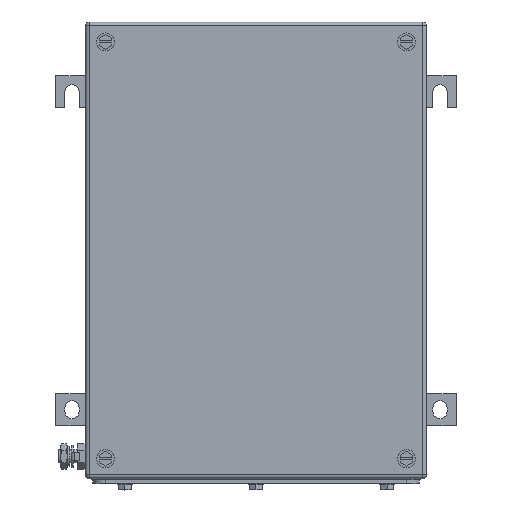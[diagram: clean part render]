
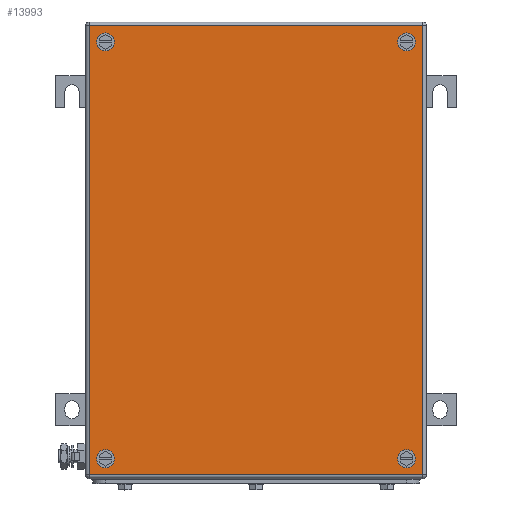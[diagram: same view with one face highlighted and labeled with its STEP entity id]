
A CAD part, top view. The second image highlights one B-rep face of the part: STEP entity #13993.
In plain terms, the highlighted planar face has unit normal (0, 0, 1).
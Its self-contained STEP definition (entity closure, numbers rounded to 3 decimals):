
#13867=AXIS2_PLACEMENT_3D('Circle Axis2P3D',#13865,#13866,$) ;
#13894=AXIS2_PLACEMENT_3D('Plane Axis2P3D',#13891,#13892,#13893) ;
#13932=AXIS2_PLACEMENT_3D('Circle Axis2P3D',#13930,#13931,$) ;
#13941=AXIS2_PLACEMENT_3D('Circle Axis2P3D',#13939,#13940,$) ;
#13950=AXIS2_PLACEMENT_3D('Circle Axis2P3D',#13948,#13949,$) ;
#13959=AXIS2_PLACEMENT_3D('Circle Axis2P3D',#13957,#13958,$) ;
#13968=AXIS2_PLACEMENT_3D('Circle Axis2P3D',#13966,#13967,$) ;
#13977=AXIS2_PLACEMENT_3D('Circle Axis2P3D',#13975,#13976,$) ;
#13986=AXIS2_PLACEMENT_3D('Circle Axis2P3D',#13984,#13985,$) ;
#13862=CARTESIAN_POINT('Vertex',(41.5,348.5,153.5)) ;
#13865=CARTESIAN_POINT('Axis2P3D Location',(38.,348.5,153.5)) ;
#13869=CARTESIAN_POINT('Vertex',(34.5,348.5,153.5)) ;
#13891=CARTESIAN_POINT('Axis2P3D Location',(155.5,186.,153.5)) ;
#13896=CARTESIAN_POINT('Line Origine',(155.5,360.5,153.5)) ;
#13900=CARTESIAN_POINT('Vertex',(285.,360.5,153.5)) ;
#13902=CARTESIAN_POINT('Vertex',(26.,360.5,153.5)) ;
#13905=CARTESIAN_POINT('Line Origine',(26.,186.,153.5)) ;
#13909=CARTESIAN_POINT('Vertex',(26.,11.5,153.5)) ;
#13912=CARTESIAN_POINT('Line Origine',(155.5,11.5,153.5)) ;
#13916=CARTESIAN_POINT('Vertex',(285.,11.5,153.5)) ;
#13919=CARTESIAN_POINT('Line Origine',(285.,186.,153.5)) ;
#13930=CARTESIAN_POINT('Axis2P3D Location',(38.,348.5,153.5)) ;
#13939=CARTESIAN_POINT('Axis2P3D Location',(38.,23.5,153.5)) ;
#13943=CARTESIAN_POINT('Vertex',(34.5,23.5,153.5)) ;
#13945=CARTESIAN_POINT('Vertex',(41.5,23.5,153.5)) ;
#13948=CARTESIAN_POINT('Axis2P3D Location',(38.,23.5,153.5)) ;
#13957=CARTESIAN_POINT('Axis2P3D Location',(273.,23.5,153.5)) ;
#13961=CARTESIAN_POINT('Vertex',(276.5,23.5,153.5)) ;
#13963=CARTESIAN_POINT('Vertex',(269.5,23.5,153.5)) ;
#13966=CARTESIAN_POINT('Axis2P3D Location',(273.,23.5,153.5)) ;
#13975=CARTESIAN_POINT('Axis2P3D Location',(273.,348.5,153.5)) ;
#13979=CARTESIAN_POINT('Vertex',(276.5,348.5,153.5)) ;
#13981=CARTESIAN_POINT('Vertex',(269.5,348.5,153.5)) ;
#13984=CARTESIAN_POINT('Axis2P3D Location',(273.,348.5,153.5)) ;
#13866=DIRECTION('Axis2P3D Direction',(0.,0.,1.)) ;
#13892=DIRECTION('Axis2P3D Direction',(0.,0.,1.)) ;
#13893=DIRECTION('Axis2P3D XDirection',(1.,0.,0.)) ;
#13897=DIRECTION('Vector Direction',(1.,0.,0.)) ;
#13906=DIRECTION('Vector Direction',(0.,-1.,0.)) ;
#13913=DIRECTION('Vector Direction',(1.,0.,0.)) ;
#13920=DIRECTION('Vector Direction',(0.,1.,0.)) ;
#13931=DIRECTION('Axis2P3D Direction',(0.,0.,1.)) ;
#13940=DIRECTION('Axis2P3D Direction',(0.,0.,1.)) ;
#13949=DIRECTION('Axis2P3D Direction',(0.,0.,1.)) ;
#13958=DIRECTION('Axis2P3D Direction',(0.,0.,1.)) ;
#13967=DIRECTION('Axis2P3D Direction',(0.,0.,1.)) ;
#13976=DIRECTION('Axis2P3D Direction',(0.,0.,1.)) ;
#13985=DIRECTION('Axis2P3D Direction',(0.,0.,1.)) ;
#13898=VECTOR('Line Direction',#13897,1.) ;
#13907=VECTOR('Line Direction',#13906,1.) ;
#13914=VECTOR('Line Direction',#13913,1.) ;
#13921=VECTOR('Line Direction',#13920,1.) ;
#13925=ORIENTED_EDGE('',*,*,#13904,.T.) ;
#13926=ORIENTED_EDGE('',*,*,#13911,.T.) ;
#13927=ORIENTED_EDGE('',*,*,#13918,.T.) ;
#13928=ORIENTED_EDGE('',*,*,#13923,.T.) ;
#13936=ORIENTED_EDGE('',*,*,#13934,.F.) ;
#13937=ORIENTED_EDGE('',*,*,#13871,.F.) ;
#13954=ORIENTED_EDGE('',*,*,#13947,.F.) ;
#13955=ORIENTED_EDGE('',*,*,#13952,.F.) ;
#13972=ORIENTED_EDGE('',*,*,#13965,.F.) ;
#13973=ORIENTED_EDGE('',*,*,#13970,.F.) ;
#13990=ORIENTED_EDGE('',*,*,#13983,.F.) ;
#13991=ORIENTED_EDGE('',*,*,#13988,.F.) ;
#13938=FACE_BOUND('',#13935,.T.) ;
#13956=FACE_BOUND('',#13953,.T.) ;
#13974=FACE_BOUND('',#13971,.T.) ;
#13992=FACE_BOUND('',#13989,.T.) ;
#13993=ADVANCED_FACE('ZUB_KTB_FS_352615_1GP_AllCATPart.1\\ZUB_DE_KTB_FS_350x260.1\\DE_KTB_MH_PART_MASTER.1\\Koerper.2',(#13929,#13938,#13956,#13974,#13992),#13895,.T.) ;
#13868=CIRCLE('generated circle',#13867,3.5) ;
#13933=CIRCLE('generated circle',#13932,3.5) ;
#13942=CIRCLE('generated circle',#13941,3.5) ;
#13951=CIRCLE('generated circle',#13950,3.5) ;
#13960=CIRCLE('generated circle',#13959,3.5) ;
#13969=CIRCLE('generated circle',#13968,3.5) ;
#13978=CIRCLE('generated circle',#13977,3.5) ;
#13987=CIRCLE('generated circle',#13986,3.5) ;
#13871=EDGE_CURVE('',#13863,#13870,#13868,.T.) ;
#13904=EDGE_CURVE('',#13901,#13903,#13899,.F.) ;
#13911=EDGE_CURVE('',#13903,#13910,#13908,.T.) ;
#13918=EDGE_CURVE('',#13910,#13917,#13915,.T.) ;
#13923=EDGE_CURVE('',#13917,#13901,#13922,.T.) ;
#13934=EDGE_CURVE('',#13870,#13863,#13933,.T.) ;
#13947=EDGE_CURVE('',#13944,#13946,#13942,.T.) ;
#13952=EDGE_CURVE('',#13946,#13944,#13951,.T.) ;
#13965=EDGE_CURVE('',#13962,#13964,#13960,.T.) ;
#13970=EDGE_CURVE('',#13964,#13962,#13969,.T.) ;
#13983=EDGE_CURVE('',#13980,#13982,#13978,.T.) ;
#13988=EDGE_CURVE('',#13982,#13980,#13987,.T.) ;
#13924=EDGE_LOOP('',(#13925,#13926,#13927,#13928)) ;
#13935=EDGE_LOOP('',(#13936,#13937)) ;
#13953=EDGE_LOOP('',(#13954,#13955)) ;
#13971=EDGE_LOOP('',(#13972,#13973)) ;
#13989=EDGE_LOOP('',(#13990,#13991)) ;
#13929=FACE_OUTER_BOUND('',#13924,.T.) ;
#13899=LINE('Line',#13896,#13898) ;
#13908=LINE('Line',#13905,#13907) ;
#13915=LINE('Line',#13912,#13914) ;
#13922=LINE('Line',#13919,#13921) ;
#13895=PLANE('',#13894) ;
#13863=VERTEX_POINT('',#13862) ;
#13870=VERTEX_POINT('',#13869) ;
#13901=VERTEX_POINT('',#13900) ;
#13903=VERTEX_POINT('',#13902) ;
#13910=VERTEX_POINT('',#13909) ;
#13917=VERTEX_POINT('',#13916) ;
#13944=VERTEX_POINT('',#13943) ;
#13946=VERTEX_POINT('',#13945) ;
#13962=VERTEX_POINT('',#13961) ;
#13964=VERTEX_POINT('',#13963) ;
#13980=VERTEX_POINT('',#13979) ;
#13982=VERTEX_POINT('',#13981) ;
